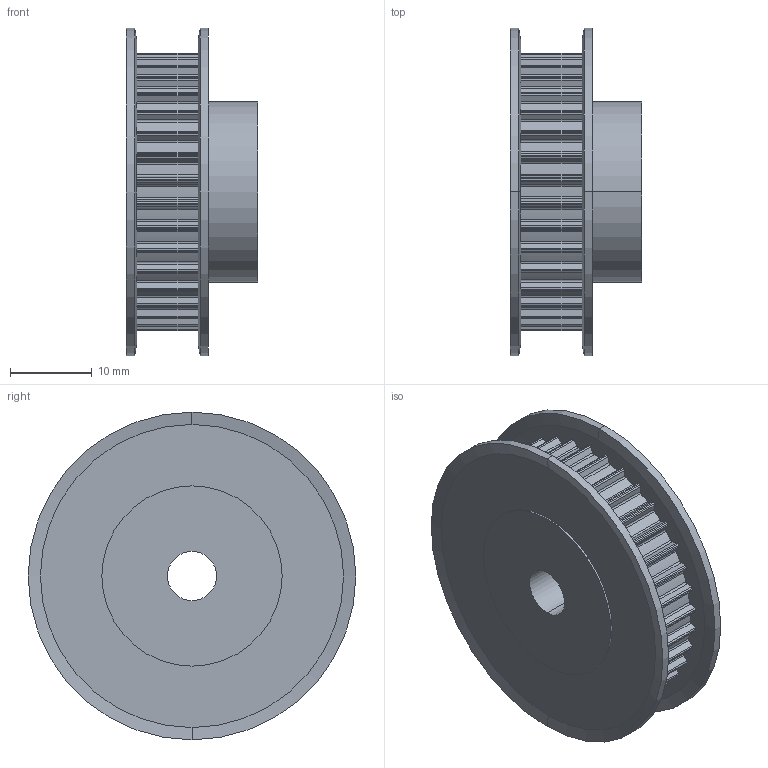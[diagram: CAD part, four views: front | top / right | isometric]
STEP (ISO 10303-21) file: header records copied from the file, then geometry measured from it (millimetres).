
FILE_DESCRIPTION(('STEP AP214'),'1');
FILE_NAME('cctmp_4F3B52A2-A300-499E-BC6F-7ADB752EDF35_2021_1_6_11_33_22_994..stp','2021-01-06T10:33:23',('Mulco-Europe EWIV'),('CADClick - www.CADClick.com'),'Spatial InterOp 3D',' ','unknown authorization');
FILE_SCHEMA(('AUTOMOTIVE_DESIGN'));
Length unit declared in the file: millimetre
Products named in the file (1): 2021_01_06__11-33-22-963
Bounding box: 16 x 40 x 40 mm (x, y, z)
Volume: 10775.9 mm3; surface area: 5411.8 mm2
Topology: 1 solids, 1 shells, 312 faces, 910 edges, 604 vertices
Faces by surface type: cylinder 226, plane 78, cone 8
Entity records: 13074 total; most frequent: DIRECTION 1996, CARTESIAN_POINT 1827, ORIENTED_EDGE 1820, EDGE_CURVE 910, AXIS2_PLACEMENT_3D 773, VERTEX_POINT 604, CIRCLE 460, LINE 450
